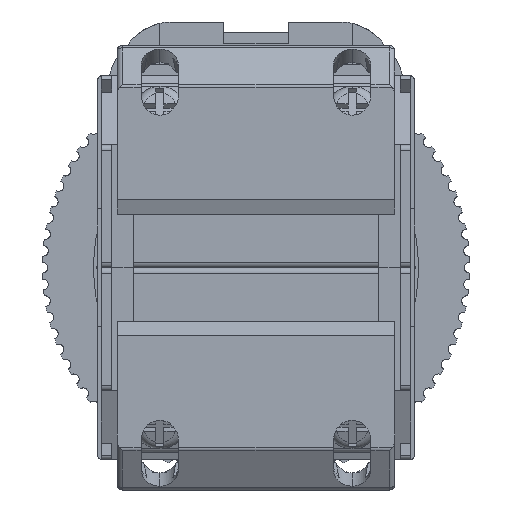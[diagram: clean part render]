
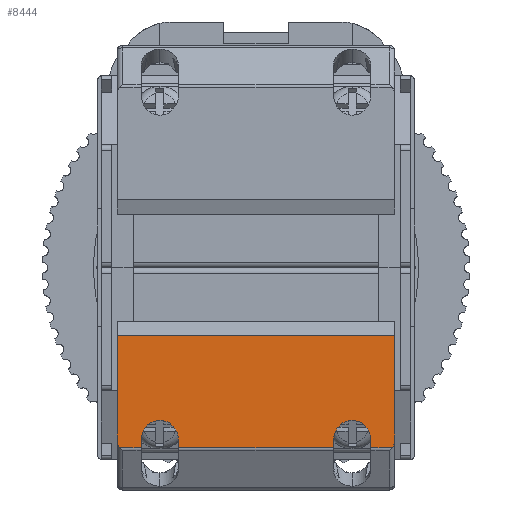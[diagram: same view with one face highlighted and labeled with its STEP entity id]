
A CAD part, front view. The second image highlights one B-rep face of the part: STEP entity #8444.
In plain terms, the highlighted planar face has unit normal (0, -1, 0).
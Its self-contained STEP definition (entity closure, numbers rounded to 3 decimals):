
#301 = EDGE_CURVE ( 'NONE', #4845, #23204, #12290, .T. ) ;
#1519 =( BOUNDED_CURVE ( )  B_SPLINE_CURVE ( 3, ( #16071, #24114, #6034, #20114 ),
 .UNSPECIFIED., .F., .F. ) 
 B_SPLINE_CURVE_WITH_KNOTS ( ( 4, 4 ),
 ( 4.712, 7.854 ),
 .UNSPECIFIED. ) 
 CURVE ( )  GEOMETRIC_REPRESENTATION_ITEM ( )  RATIONAL_B_SPLINE_CURVE ( ( 1., 0.333, 0.333, 1. ) ) 
 REPRESENTATION_ITEM ( '' )  );
#1617 = DIRECTION ( 'NONE',  ( -1., 0., 0. ) ) ;
#1625 = ORIENTED_EDGE ( 'NONE', *, *, #19611, .T. ) ;
#1998 = VERTEX_POINT ( 'NONE', #16237 ) ;
#2230 = VECTOR ( 'NONE', #18083, 1000. ) ;
#2326 = VECTOR ( 'NONE', #9930, 1000. ) ;
#2454 = VERTEX_POINT ( 'NONE', #20260 ) ;
#2565 = LINE ( 'NONE', #9488, #18641 ) ;
#2628 = LINE ( 'NONE', #13672, #24081 ) ;
#2636 = LINE ( 'NONE', #17145, #18713 ) ;
#2655 = CARTESIAN_POINT ( 'NONE',  ( -12.76, -41.5, -16.86 ) ) ;
#2786 = ORIENTED_EDGE ( 'NONE', *, *, #14767, .T. ) ;
#2827 = VECTOR ( 'NONE', #12342, 1000. ) ;
#3788 = CARTESIAN_POINT ( 'NONE',  ( -13., -41.5, -16.039 ) ) ;
#3837 = DIRECTION ( 'NONE',  ( 0., 1., 0. ) ) ;
#3945 = CARTESIAN_POINT ( 'NONE',  ( 10.75, -41.5, -6.374 ) ) ;
#4084 = CARTESIAN_POINT ( 'NONE',  ( -7.25, -41.5, -16.185 ) ) ;
#4311 = ORIENTED_EDGE ( 'NONE', *, *, #10798, .T. ) ;
#4329 = CARTESIAN_POINT ( 'NONE',  ( 13., -41.5, -16.382 ) ) ;
#4453 = EDGE_CURVE ( 'NONE', #2454, #8308, #2636, .T. ) ;
#4461 = VERTEX_POINT ( 'NONE', #23239 ) ;
#4582 = LINE ( 'NONE', #17833, #19377 ) ;
#4589 =( BOUNDED_CURVE ( )  B_SPLINE_CURVE ( 3, ( #2655, #16753, #4668, #18770 ),
 .UNSPECIFIED., .F., .T. ) 
 B_SPLINE_CURVE_WITH_KNOTS ( ( 4, 4 ),
 ( 3.689, 4.712 ),
 .UNSPECIFIED. ) 
 CURVE ( )  GEOMETRIC_REPRESENTATION_ITEM ( )  RATIONAL_B_SPLINE_CURVE ( ( 1., 0.915, 0.915, 1. ) ) 
 REPRESENTATION_ITEM ( '' )  );
#4668 = CARTESIAN_POINT ( 'NONE',  ( -13., -41.5, -16.382 ) ) ;
#4845 = VERTEX_POINT ( 'NONE', #16595 ) ;
#5080 = VERTEX_POINT ( 'NONE', #21690 ) ;
#5517 = AXIS2_PLACEMENT_3D ( 'NONE', #21819, #3837, #17966 ) ;
#5708 = CARTESIAN_POINT ( 'NONE',  ( -10.75, -41.5, -16.86 ) ) ;
#5738 = DIRECTION ( 'NONE',  ( 0., 0., 1. ) ) ;
#6034 = CARTESIAN_POINT ( 'NONE',  ( 10.75, -41.5, -12.377 ) ) ;
#6313 = CARTESIAN_POINT ( 'NONE',  ( -13., -41.5, -6.374 ) ) ;
#6370 = CARTESIAN_POINT ( 'NONE',  ( 12.913, -41.5, -16.681 ) ) ;
#6897 = VERTEX_POINT ( 'NONE', #5708 ) ;
#7197 = ORIENTED_EDGE ( 'NONE', *, *, #8477, .F. ) ;
#7550 = VECTOR ( 'NONE', #22597, 1000. ) ;
#8308 = VERTEX_POINT ( 'NONE', #23423 ) ;
#8444 = ADVANCED_FACE ( 'NONE', ( #23132 ), #13877, .F. ) ;
#8477 = EDGE_CURVE ( 'NONE', #6897, #12055, #17778, .T. ) ;
#8987 = VECTOR ( 'NONE', #20395, 1000. ) ;
#9114 = CARTESIAN_POINT ( 'NONE',  ( -12.76, -41.5, -16.86 ) ) ;
#9488 = CARTESIAN_POINT ( 'NONE',  ( -10.75, -41.5, -6.374 ) ) ;
#9592 = ORIENTED_EDGE ( 'NONE', *, *, #22285, .F. ) ;
#9671 = EDGE_CURVE ( 'NONE', #4461, #23584, #24188, .T. ) ;
#9930 = DIRECTION ( 'NONE',  ( -1., 0., 0. ) ) ;
#10129 = VECTOR ( 'NONE', #18440, 1000. ) ;
#10411 = CARTESIAN_POINT ( 'NONE',  ( 7.25, -41.5, -6.374 ) ) ;
#10540 = CARTESIAN_POINT ( 'NONE',  ( 13., -41.5, -6.374 ) ) ;
#10798 = EDGE_CURVE ( 'NONE', #1998, #19853, #23680, .T. ) ;
#11301 = EDGE_CURVE ( 'NONE', #20097, #23204, #24458, .T. ) ;
#11545 = CARTESIAN_POINT ( 'NONE',  ( 12.76, -41.5, -16.86 ) ) ;
#11584 = EDGE_LOOP ( 'NONE', ( #2786, #21486, #4311, #25650, #25157, #23339, #24472, #25298, #9592, #7197, #19402, #1625, #26074, #14434 ) ) ;
#11598 = CARTESIAN_POINT ( 'NONE',  ( 7.25, -41.5, -16.86 ) ) ;
#12055 = VERTEX_POINT ( 'NONE', #9114 ) ;
#12290 = LINE ( 'NONE', #10540, #7550 ) ;
#12342 = DIRECTION ( 'NONE',  ( 0., 0., 1. ) ) ;
#13672 = CARTESIAN_POINT ( 'NONE',  ( 13., -41.5, -16.86 ) ) ;
#13877 = PLANE ( 'NONE',  #5517 ) ;
#13967 = CARTESIAN_POINT ( 'NONE',  ( 13., -41.5, -16.86 ) ) ;
#14106 = EDGE_CURVE ( 'NONE', #19458, #8308, #15454, .T. ) ;
#14434 = ORIENTED_EDGE ( 'NONE', *, *, #14106, .F. ) ;
#14585 = CARTESIAN_POINT ( 'NONE',  ( -13., -41.5, -6.374 ) ) ;
#14767 = EDGE_CURVE ( 'NONE', #19458, #5080, #18914, .T. ) ;
#15454 = LINE ( 'NONE', #16414, #10129 ) ;
#15547 = VERTEX_POINT ( 'NONE', #25511 ) ;
#16071 = CARTESIAN_POINT ( 'NONE',  ( 7.25, -41.5, -16.185 ) ) ;
#16156 = CARTESIAN_POINT ( 'NONE',  ( -7.25, -41.5, -12.377 ) ) ;
#16237 = CARTESIAN_POINT ( 'NONE',  ( 10.75, -41.5, -16.185 ) ) ;
#16414 = CARTESIAN_POINT ( 'NONE',  ( 13., -41.5, -16.86 ) ) ;
#16595 = CARTESIAN_POINT ( 'NONE',  ( 13., -41.5, -6.374 ) ) ;
#16753 = CARTESIAN_POINT ( 'NONE',  ( -12.913, -41.5, -16.681 ) ) ;
#17145 = CARTESIAN_POINT ( 'NONE',  ( -7.25, -41.5, -6.374 ) ) ;
#17778 = LINE ( 'NONE', #13967, #2326 ) ;
#17833 = CARTESIAN_POINT ( 'NONE',  ( 13., -41.5, -6.374 ) ) ;
#17966 = DIRECTION ( 'NONE',  ( 0., 0., -1. ) ) ;
#18083 = DIRECTION ( 'NONE',  ( 0., 0., -1. ) ) ;
#18118 = CARTESIAN_POINT ( 'NONE',  ( -10.75, -41.5, -12.377 ) ) ;
#18135 = EDGE_CURVE ( 'NONE', #6897, #15547, #2565, .T. ) ;
#18440 = DIRECTION ( 'NONE',  ( -1., 0., 0. ) ) ;
#18641 = VECTOR ( 'NONE', #21561, 1000. ) ;
#18713 = VECTOR ( 'NONE', #19160, 1000. ) ;
#18770 = CARTESIAN_POINT ( 'NONE',  ( -13., -41.5, -16.039 ) ) ;
#18914 = LINE ( 'NONE', #10411, #2827 ) ;
#19160 = DIRECTION ( 'NONE',  ( 0., 0., -1. ) ) ;
#19377 = VECTOR ( 'NONE', #5738, 1000. ) ;
#19402 = ORIENTED_EDGE ( 'NONE', *, *, #18135, .T. ) ;
#19458 = VERTEX_POINT ( 'NONE', #11598 ) ;
#19611 = EDGE_CURVE ( 'NONE', #15547, #2454, #19761, .T. ) ;
#19761 =( BOUNDED_CURVE ( )  B_SPLINE_CURVE ( 3, ( #26159, #18118, #16156, #4084 ),
 .UNSPECIFIED., .F., .F. ) 
 B_SPLINE_CURVE_WITH_KNOTS ( ( 4, 4 ),
 ( 4.712, 7.854 ),
 .UNSPECIFIED. ) 
 CURVE ( )  GEOMETRIC_REPRESENTATION_ITEM ( )  RATIONAL_B_SPLINE_CURVE ( ( 1., 0.333, 0.333, 1. ) ) 
 REPRESENTATION_ITEM ( '' )  );
#19853 = VERTEX_POINT ( 'NONE', #25226 ) ;
#20097 = VERTEX_POINT ( 'NONE', #3788 ) ;
#20114 = CARTESIAN_POINT ( 'NONE',  ( 10.75, -41.5, -16.185 ) ) ;
#20260 = CARTESIAN_POINT ( 'NONE',  ( -7.25, -41.5, -16.185 ) ) ;
#20395 = DIRECTION ( 'NONE',  ( 0., 0., 1. ) ) ;
#20455 = CARTESIAN_POINT ( 'NONE',  ( 12.76, -41.5, -16.86 ) ) ;
#21486 = ORIENTED_EDGE ( 'NONE', *, *, #25794, .T. ) ;
#21561 = DIRECTION ( 'NONE',  ( 0., 0., 1. ) ) ;
#21690 = CARTESIAN_POINT ( 'NONE',  ( 7.25, -41.5, -16.185 ) ) ;
#21819 = CARTESIAN_POINT ( 'NONE',  ( 13., -41.5, -6.374 ) ) ;
#22025 = EDGE_CURVE ( 'NONE', #4461, #4845, #4582, .T. ) ;
#22285 = EDGE_CURVE ( 'NONE', #12055, #20097, #4589, .T. ) ;
#22407 = CARTESIAN_POINT ( 'NONE',  ( 13., -41.5, -16.039 ) ) ;
#22597 = DIRECTION ( 'NONE',  ( -1., 0., 0. ) ) ;
#23132 = FACE_OUTER_BOUND ( 'NONE', #11584, .T. ) ;
#23204 = VERTEX_POINT ( 'NONE', #14585 ) ;
#23239 = CARTESIAN_POINT ( 'NONE',  ( 13., -41.5, -16.039 ) ) ;
#23339 = ORIENTED_EDGE ( 'NONE', *, *, #22025, .T. ) ;
#23423 = CARTESIAN_POINT ( 'NONE',  ( -7.25, -41.5, -16.86 ) ) ;
#23503 = EDGE_CURVE ( 'NONE', #23584, #19853, #2628, .T. ) ;
#23584 = VERTEX_POINT ( 'NONE', #11545 ) ;
#23680 = LINE ( 'NONE', #3945, #2230 ) ;
#24081 = VECTOR ( 'NONE', #1617, 1000. ) ;
#24114 = CARTESIAN_POINT ( 'NONE',  ( 7.25, -41.5, -12.377 ) ) ;
#24188 =( BOUNDED_CURVE ( )  B_SPLINE_CURVE ( 3, ( #22407, #4329, #6370, #20455 ),
 .UNSPECIFIED., .F., .F. ) 
 B_SPLINE_CURVE_WITH_KNOTS ( ( 4, 4 ),
 ( 4.712, 5.736 ),
 .UNSPECIFIED. ) 
 CURVE ( )  GEOMETRIC_REPRESENTATION_ITEM ( )  RATIONAL_B_SPLINE_CURVE ( ( 1., 0.915, 0.915, 1. ) ) 
 REPRESENTATION_ITEM ( '' )  );
#24458 = LINE ( 'NONE', #6313, #8987 ) ;
#24472 = ORIENTED_EDGE ( 'NONE', *, *, #301, .T. ) ;
#25157 = ORIENTED_EDGE ( 'NONE', *, *, #9671, .F. ) ;
#25226 = CARTESIAN_POINT ( 'NONE',  ( 10.75, -41.5, -16.86 ) ) ;
#25298 = ORIENTED_EDGE ( 'NONE', *, *, #11301, .F. ) ;
#25511 = CARTESIAN_POINT ( 'NONE',  ( -10.75, -41.5, -16.185 ) ) ;
#25650 = ORIENTED_EDGE ( 'NONE', *, *, #23503, .F. ) ;
#25794 = EDGE_CURVE ( 'NONE', #5080, #1998, #1519, .T. ) ;
#26074 = ORIENTED_EDGE ( 'NONE', *, *, #4453, .T. ) ;
#26159 = CARTESIAN_POINT ( 'NONE',  ( -10.75, -41.5, -16.185 ) ) ;
